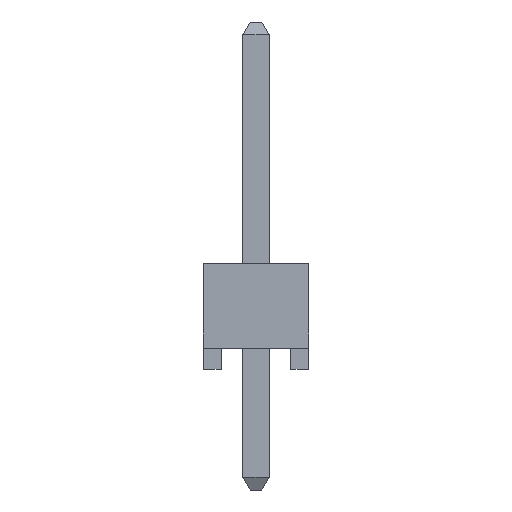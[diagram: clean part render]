
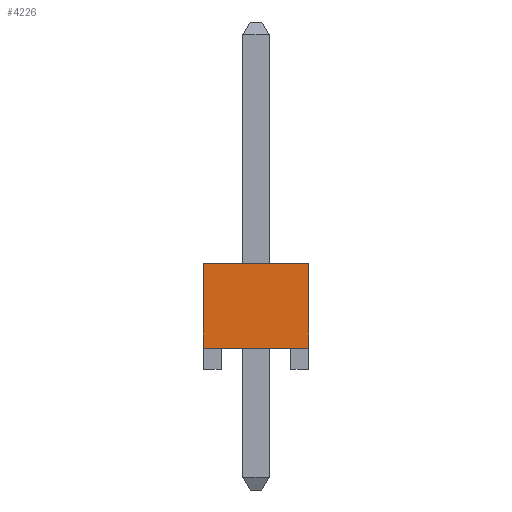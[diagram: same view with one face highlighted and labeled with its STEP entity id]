
A CAD part, left-side view. The second image highlights one B-rep face of the part: STEP entity #4226.
In plain terms, the highlighted planar face has unit normal (-1, 0, 0).
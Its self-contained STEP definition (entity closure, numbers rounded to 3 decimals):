
#166=FACE_OUTER_BOUND('',#446,.T.);
#446=EDGE_LOOP('',(#3017,#3018,#3019,#3020));
#799=LINE('',#6199,#1369);
#800=LINE('',#6201,#1370);
#801=LINE('',#6203,#1371);
#802=LINE('',#6204,#1372);
#1369=VECTOR('',#5042,2.54);
#1370=VECTOR('',#5043,2.032);
#1371=VECTOR('',#5044,2.54);
#1372=VECTOR('',#5045,2.032);
#1891=VERTEX_POINT('',#6197);
#1892=VERTEX_POINT('',#6198);
#1893=VERTEX_POINT('',#6200);
#1894=VERTEX_POINT('',#6202);
#2309=EDGE_CURVE('',#1891,#1892,#799,.T.);
#2310=EDGE_CURVE('',#1893,#1891,#800,.T.);
#2311=EDGE_CURVE('',#1894,#1893,#801,.T.);
#2312=EDGE_CURVE('',#1892,#1894,#802,.T.);
#3017=ORIENTED_EDGE('',*,*,#2309,.F.);
#3018=ORIENTED_EDGE('',*,*,#2310,.F.);
#3019=ORIENTED_EDGE('',*,*,#2311,.F.);
#3020=ORIENTED_EDGE('',*,*,#2312,.F.);
#3946=PLANE('',#4547);
#4226=ADVANCED_FACE('',(#166),#3946,.T.);
#4547=AXIS2_PLACEMENT_3D('',#6196,#5040,#5041);
#5040=DIRECTION('center_axis',(-1.,0.,0.));
#5041=DIRECTION('ref_axis',(0.,0.,1.));
#5042=DIRECTION('',(0.,-1.,0.));
#5043=DIRECTION('',(0.,0.,1.));
#5044=DIRECTION('',(0.,1.,0.));
#5045=DIRECTION('',(0.,0.,-1.));
#6196=CARTESIAN_POINT('Origin',(-1.27,0.,1.524));
#6197=CARTESIAN_POINT('',(-1.27,1.27,2.54));
#6198=CARTESIAN_POINT('',(-1.27,-1.27,2.54));
#6199=CARTESIAN_POINT('',(-1.27,0.,2.54));
#6200=CARTESIAN_POINT('',(-1.27,1.27,0.508));
#6201=CARTESIAN_POINT('',(-1.27,1.27,1.524));
#6202=CARTESIAN_POINT('',(-1.27,-1.27,0.508));
#6203=CARTESIAN_POINT('',(-1.27,0.,0.508));
#6204=CARTESIAN_POINT('',(-1.27,-1.27,1.524));
